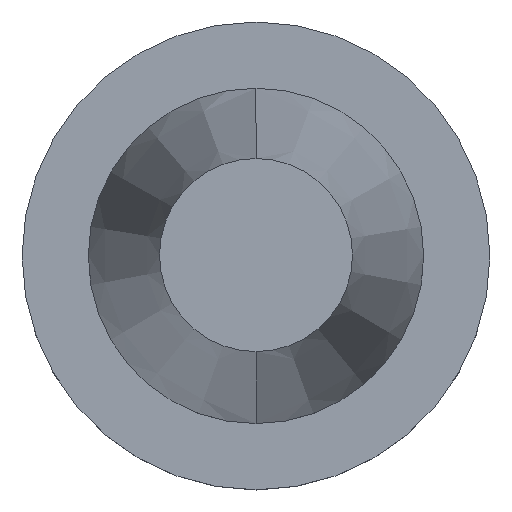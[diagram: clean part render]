
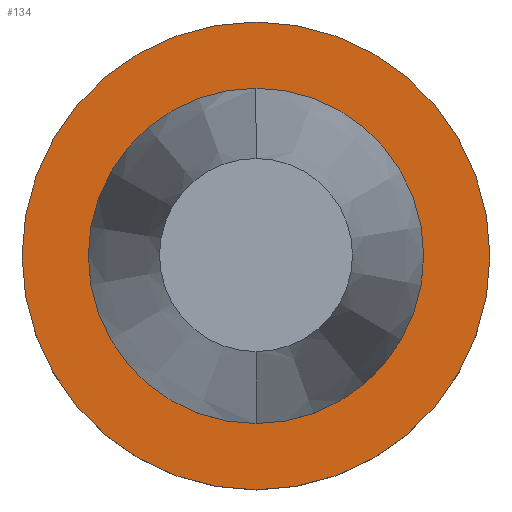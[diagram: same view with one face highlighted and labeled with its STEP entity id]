
A CAD part, top view. The second image highlights one B-rep face of the part: STEP entity #134.
In plain terms, the highlighted planar face has unit normal (0, 0, 1).
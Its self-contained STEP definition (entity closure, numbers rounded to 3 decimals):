
#134=ADVANCED_FACE('',(#173,#174),#167,.F.);
#167=PLANE('',#515);
#173=FACE_BOUND('',#181,.T.);
#174=FACE_BOUND('',#182,.T.);
#181=EDGE_LOOP('',(#218));
#182=EDGE_LOOP('',(#219,#220));
#218=ORIENTED_EDGE('',*,*,#380,.F.);
#219=ORIENTED_EDGE('',*,*,#381,.T.);
#220=ORIENTED_EDGE('',*,*,#382,.T.);
#344=VERTEX_POINT('',#775);
#345=VERTEX_POINT('',#777);
#346=VERTEX_POINT('',#778);
#380=EDGE_CURVE('',#344,#344,#443,.T.);
#381=EDGE_CURVE('',#345,#346,#444,.T.);
#382=EDGE_CURVE('',#346,#345,#445,.T.);
#443=CIRCLE('',#512,48.725);
#444=CIRCLE('',#513,34.925);
#445=CIRCLE('',#514,34.925);
#512=AXIS2_PLACEMENT_3D('',#774,#597,#598);
#513=AXIS2_PLACEMENT_3D('',#776,#599,#600);
#514=AXIS2_PLACEMENT_3D('',#779,#601,#602);
#515=AXIS2_PLACEMENT_3D('',#780,#603,#604);
#597=DIRECTION('',(0.,0.,-1.));
#598=DIRECTION('',(-1.,0.,0.));
#599=DIRECTION('',(0.,0.,-1.));
#600=DIRECTION('',(-1.,0.,0.));
#601=DIRECTION('',(0.,0.,-1.));
#602=DIRECTION('',(-1.,0.,0.));
#603=DIRECTION('',(0.,0.,-1.));
#604=DIRECTION('',(0.,1.,0.));
#774=CARTESIAN_POINT('',(0.008,0.008,-3.2));
#775=CARTESIAN_POINT('',(0.008,-48.717,-3.2));
#776=CARTESIAN_POINT('',(0.008,0.008,-3.2));
#777=CARTESIAN_POINT('',(0.008,-34.917,-3.2));
#778=CARTESIAN_POINT('',(0.008,34.933,-3.2));
#779=CARTESIAN_POINT('',(0.008,0.008,-3.2));
#780=CARTESIAN_POINT('',(-35.417,0.008,-3.2));
